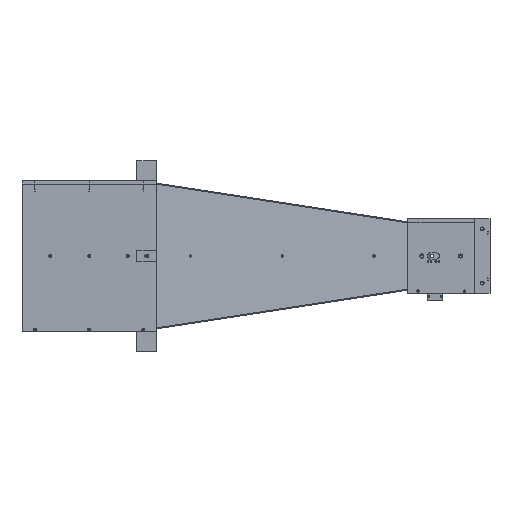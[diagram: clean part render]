
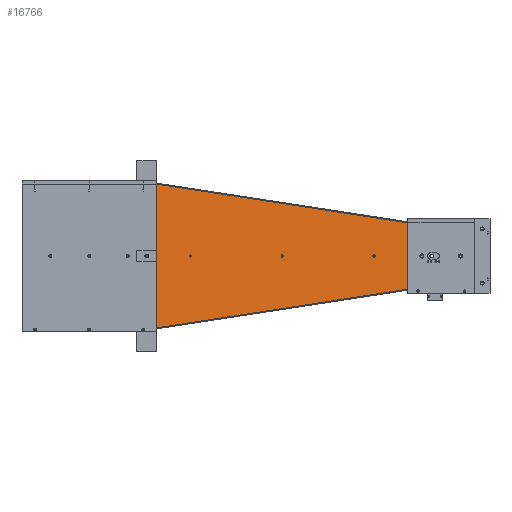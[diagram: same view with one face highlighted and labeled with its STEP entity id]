
A CAD part, left-side view. The second image highlights one B-rep face of the part: STEP entity #16766.
In plain terms, the highlighted face is planar.
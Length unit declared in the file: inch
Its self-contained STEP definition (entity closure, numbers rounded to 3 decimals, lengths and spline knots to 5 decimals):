
#161 = VECTOR ( 'NONE', #1519, 39.37008 ) ;
#171 = CARTESIAN_POINT ( 'NONE',  ( -4.6475, 16.45762, 0.0625 ) ) ;
#201 = VECTOR ( 'NONE', #1976, 39.37008 ) ;
#423 = EDGE_LOOP ( 'NONE', ( #16512, #12661, #4428, #17670 ) ) ;
#454 = CARTESIAN_POINT ( 'NONE',  ( 0., 8.22881, 0.0625 ) ) ;
#552 = VERTEX_POINT ( 'NONE', #17780 ) ;
#1410 = EDGE_CURVE ( 'NONE', #17664, #4613, #10820, .T. ) ;
#1519 = DIRECTION ( 'NONE',  ( 0.15, -0.989, 0. ) ) ;
#1769 = CIRCLE ( 'NONE', #3097, 0.07475 ) ;
#1976 = DIRECTION ( 'NONE',  ( -1., 0., 0. ) ) ;
#1991 = DIRECTION ( 'NONE',  ( 0., 0., -1. ) ) ;
#2371 = DIRECTION ( 'NONE',  ( 1., 0., 0. ) ) ;
#2560 = CIRCLE ( 'NONE', #18481, 0.07475 ) ;
#2679 = ORIENTED_EDGE ( 'NONE', *, *, #16524, .T. ) ;
#2937 = ORIENTED_EDGE ( 'NONE', *, *, #17713, .T. ) ;
#3097 = AXIS2_PLACEMENT_3D ( 'NONE', #7898, #17565, #9235 ) ;
#3468 = AXIS2_PLACEMENT_3D ( 'NONE', #3835, #13994, #3766 ) ;
#3761 = VERTEX_POINT ( 'NONE', #18448 ) ;
#3766 = DIRECTION ( 'NONE',  ( -1., 0., 0. ) ) ;
#3835 = CARTESIAN_POINT ( 'NONE',  ( 0., 2.22881, 0.0625 ) ) ;
#4235 = EDGE_CURVE ( 'NONE', #16490, #16053, #16505, .T. ) ;
#4428 = ORIENTED_EDGE ( 'NONE', *, *, #9039, .T. ) ;
#4613 = VERTEX_POINT ( 'NONE', #9923 ) ;
#5225 = LINE ( 'NONE', #10490, #201 ) ;
#5466 = CARTESIAN_POINT ( 'NONE',  ( -4.6475, 0.0109, 0.0625 ) ) ;
#5691 = FACE_OUTER_BOUND ( 'NONE', #423, .T. ) ;
#5807 = CARTESIAN_POINT ( 'NONE',  ( 2.145, 0., 0.0625 ) ) ;
#5907 = CARTESIAN_POINT ( 'NONE',  ( -0.07475, 8.22881, 0.0625 ) ) ;
#6757 = CARTESIAN_POINT ( 'NONE',  ( -4.6475, 16.45762, 0.0625 ) ) ;
#7694 = EDGE_LOOP ( 'NONE', ( #2937, #2679 ) ) ;
#7898 = CARTESIAN_POINT ( 'NONE',  ( 0., 8.22881, 0.0625 ) ) ;
#7933 = CIRCLE ( 'NONE', #17041, 0.07475 ) ;
#8199 = AXIS2_PLACEMENT_3D ( 'NONE', #454, #14848, #13465 ) ;
#8417 = DIRECTION ( 'NONE',  ( -1., 0., 0. ) ) ;
#8782 = ORIENTED_EDGE ( 'NONE', *, *, #16468, .T. ) ;
#8809 = VECTOR ( 'NONE', #9958, 39.37008 ) ;
#8810 = AXIS2_PLACEMENT_3D ( 'NONE', #15487, #9789, #2371 ) ;
#9039 = EDGE_CURVE ( 'NONE', #16053, #15864, #5225, .T. ) ;
#9152 = CARTESIAN_POINT ( 'NONE',  ( 0., 2.22881, 0.0625 ) ) ;
#9199 = DIRECTION ( 'NONE',  ( 0., 0., -1. ) ) ;
#9235 = DIRECTION ( 'NONE',  ( -1., 0., 0. ) ) ;
#9324 = CARTESIAN_POINT ( 'NONE',  ( 0., 14.22881, 0.0625 ) ) ;
#9530 = FACE_BOUND ( 'NONE', #13667, .T. ) ;
#9599 = ORIENTED_EDGE ( 'NONE', *, *, #1410, .T. ) ;
#9789 = DIRECTION ( 'NONE',  ( 0., 0., 1. ) ) ;
#9923 = CARTESIAN_POINT ( 'NONE',  ( 0.07475, 14.22881, 0.0625 ) ) ;
#9958 = DIRECTION ( 'NONE',  ( 1., 0., 0. ) ) ;
#9971 = EDGE_CURVE ( 'NONE', #4613, #17664, #2560, .T. ) ;
#10490 = CARTESIAN_POINT ( 'NONE',  ( 4.6475, 16.45762, 0.0625 ) ) ;
#10518 = ORIENTED_EDGE ( 'NONE', *, *, #9971, .T. ) ;
#10698 = VERTEX_POINT ( 'NONE', #5907 ) ;
#10750 = EDGE_CURVE ( 'NONE', #15864, #3761, #10846, .T. ) ;
#10820 = CIRCLE ( 'NONE', #18263, 0.07475 ) ;
#10846 = LINE ( 'NONE', #171, #161 ) ;
#11732 = VERTEX_POINT ( 'NONE', #14660 ) ;
#11748 = CIRCLE ( 'NONE', #3468, 0.07475 ) ;
#11848 = EDGE_LOOP ( 'NONE', ( #13227, #8782 ) ) ;
#11950 = DIRECTION ( 'NONE',  ( -1., 0., 0. ) ) ;
#12223 = CARTESIAN_POINT ( 'NONE',  ( -0.07475, 14.22881, 0.0625 ) ) ;
#12276 = CARTESIAN_POINT ( 'NONE',  ( 4.6475, 16.45762, 0.0625 ) ) ;
#12661 = ORIENTED_EDGE ( 'NONE', *, *, #4235, .T. ) ;
#12868 = CARTESIAN_POINT ( 'NONE',  ( 0., 14.22881, 0.0625 ) ) ;
#13121 = LINE ( 'NONE', #5466, #8809 ) ;
#13137 = VERTEX_POINT ( 'NONE', #16033 ) ;
#13227 = ORIENTED_EDGE ( 'NONE', *, *, #17583, .T. ) ;
#13377 = FACE_BOUND ( 'NONE', #7694, .T. ) ;
#13465 = DIRECTION ( 'NONE',  ( -1., 0., 0. ) ) ;
#13667 = EDGE_LOOP ( 'NONE', ( #9599, #10518 ) ) ;
#13994 = DIRECTION ( 'NONE',  ( 0., 0., -1. ) ) ;
#14660 = CARTESIAN_POINT ( 'NONE',  ( 0.07475, 8.22881, 0.0625 ) ) ;
#14848 = DIRECTION ( 'NONE',  ( 0., 0., -1. ) ) ;
#15154 = DIRECTION ( 'NONE',  ( -1., 0., 0. ) ) ;
#15379 = VECTOR ( 'NONE', #17354, 39.37008 ) ;
#15487 = CARTESIAN_POINT ( 'NONE',  ( 0., 0., 0.0625 ) ) ;
#15864 = VERTEX_POINT ( 'NONE', #6757 ) ;
#16033 = CARTESIAN_POINT ( 'NONE',  ( -0.07475, 2.22881, 0.0625 ) ) ;
#16053 = VERTEX_POINT ( 'NONE', #12276 ) ;
#16312 = FACE_BOUND ( 'NONE', #11848, .T. ) ;
#16359 = CARTESIAN_POINT ( 'NONE',  ( 2.14666, 0.0109, 0.0625 ) ) ;
#16468 = EDGE_CURVE ( 'NONE', #11732, #10698, #18124, .T. ) ;
#16490 = VERTEX_POINT ( 'NONE', #16359 ) ;
#16505 = LINE ( 'NONE', #5807, #15379 ) ;
#16512 = ORIENTED_EDGE ( 'NONE', *, *, #17428, .T. ) ;
#16524 = EDGE_CURVE ( 'NONE', #552, #13137, #7933, .T. ) ;
#16766 = ADVANCED_FACE ( 'NONE', ( #9530, #16312, #13377, #5691 ), #18387, .T. ) ;
#17041 = AXIS2_PLACEMENT_3D ( 'NONE', #9152, #1991, #11950 ) ;
#17354 = DIRECTION ( 'NONE',  ( 0.15, 0.989, 0. ) ) ;
#17428 = EDGE_CURVE ( 'NONE', #3761, #16490, #13121, .T. ) ;
#17565 = DIRECTION ( 'NONE',  ( 0., 0., -1. ) ) ;
#17583 = EDGE_CURVE ( 'NONE', #10698, #11732, #1769, .T. ) ;
#17664 = VERTEX_POINT ( 'NONE', #12223 ) ;
#17670 = ORIENTED_EDGE ( 'NONE', *, *, #10750, .T. ) ;
#17713 = EDGE_CURVE ( 'NONE', #13137, #552, #11748, .T. ) ;
#17780 = CARTESIAN_POINT ( 'NONE',  ( 0.07475, 2.22881, 0.0625 ) ) ;
#18124 = CIRCLE ( 'NONE', #8199, 0.07475 ) ;
#18263 = AXIS2_PLACEMENT_3D ( 'NONE', #9324, #9199, #15154 ) ;
#18387 = PLANE ( 'NONE',  #8810 ) ;
#18448 = CARTESIAN_POINT ( 'NONE',  ( -2.14666, 0.0109, 0.0625 ) ) ;
#18481 = AXIS2_PLACEMENT_3D ( 'NONE', #12868, #18605, #8417 ) ;
#18605 = DIRECTION ( 'NONE',  ( 0., 0., -1. ) ) ;
